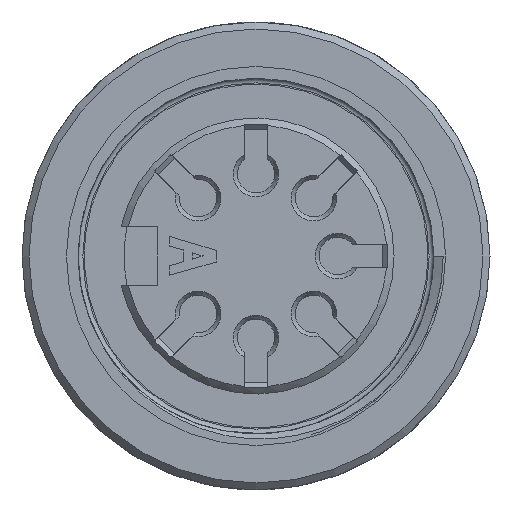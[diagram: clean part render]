
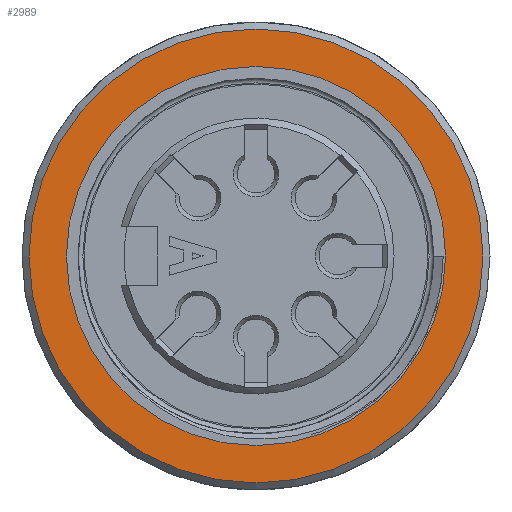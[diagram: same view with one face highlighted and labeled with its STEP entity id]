
A CAD part, front view. The second image highlights one B-rep face of the part: STEP entity #2989.
In plain terms, the highlighted planar face has unit normal (0, -1, 0).
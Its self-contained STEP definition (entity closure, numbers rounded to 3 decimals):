
#1755=FACE_BOUND('',#4121,.T.);
#1756=FACE_BOUND('',#4122,.T.);
#2629=CIRCLE('',#10983,8.1);
#2630=CIRCLE('',#10985,9.7);
#2989=ADVANCED_FACE('',(#1755,#1756),#3306,.F.);
#3306=PLANE('',#10986);
#4121=EDGE_LOOP('',(#5955));
#4122=EDGE_LOOP('',(#5956));
#5955=ORIENTED_EDGE('',*,*,#8884,.F.);
#5956=ORIENTED_EDGE('',*,*,#8885,.T.);
#7701=VERTEX_POINT('',#32915);
#7702=VERTEX_POINT('',#32918);
#8884=EDGE_CURVE('',#7701,#7701,#2629,.T.);
#8885=EDGE_CURVE('',#7702,#7702,#2630,.T.);
#10983=AXIS2_PLACEMENT_3D('',#32914,#12197,#12198);
#10985=AXIS2_PLACEMENT_3D('',#32917,#12201,#12202);
#10986=AXIS2_PLACEMENT_3D('',#32919,#12203,#12204);
#12197=DIRECTION('',(0.,-1.,0.));
#12198=DIRECTION('',(1.,0.,0.));
#12201=DIRECTION('',(0.,-1.,0.));
#12202=DIRECTION('',(1.,0.,0.));
#12203=DIRECTION('',(0.,1.,0.));
#12204=DIRECTION('',(-1.,0.,0.));
#32914=CARTESIAN_POINT('',(0.596,-24.756,0.));
#32915=CARTESIAN_POINT('',(8.696,-24.756,0.));
#32917=CARTESIAN_POINT('',(0.596,-24.756,0.));
#32918=CARTESIAN_POINT('',(10.296,-24.756,0.));
#32919=CARTESIAN_POINT('',(10.296,-24.756,0.));
